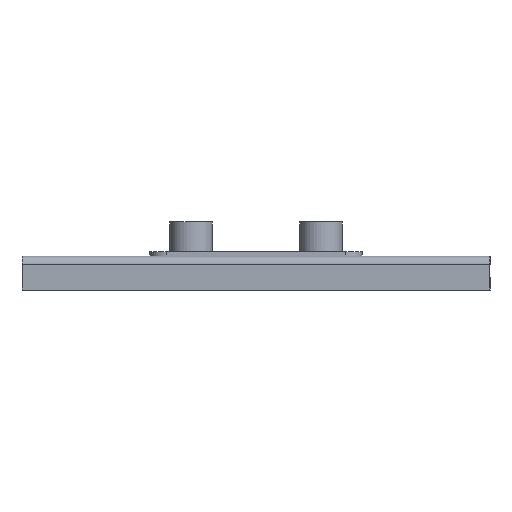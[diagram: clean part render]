
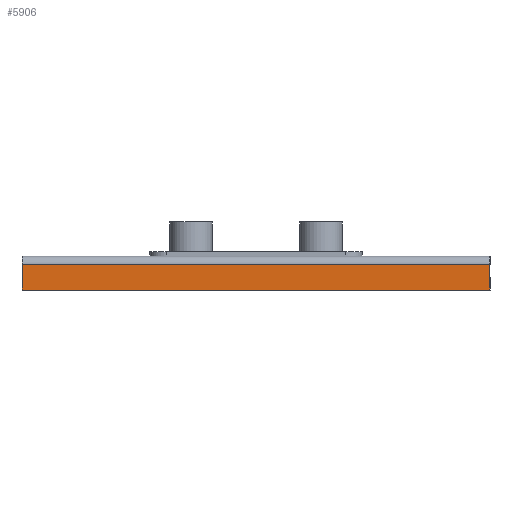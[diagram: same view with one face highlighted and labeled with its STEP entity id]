
A CAD part, left-side view. The second image highlights one B-rep face of the part: STEP entity #5906.
In plain terms, the highlighted planar face has unit normal (-1, 0, 0).
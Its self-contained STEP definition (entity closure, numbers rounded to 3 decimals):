
#856=FACE_OUTER_BOUND('',#1216,.T.);
#1216=EDGE_LOOP('',(#5380,#5381,#5382,#5383));
#1296=LINE('',#7401,#1830);
#1747=LINE('',#11155,#2281);
#1748=LINE('',#11159,#2282);
#1749=LINE('',#11160,#2283);
#1830=VECTOR('',#6321,10.);
#2281=VECTOR('',#7210,10.);
#2282=VECTOR('',#7215,10.);
#2283=VECTOR('',#7216,10.);
#2352=VERTEX_POINT('',#7398);
#2353=VERTEX_POINT('',#7400);
#2857=VERTEX_POINT('',#11153);
#2858=VERTEX_POINT('',#11158);
#2943=EDGE_CURVE('',#2353,#2352,#1296,.T.);
#3711=EDGE_CURVE('',#2857,#2352,#1747,.T.);
#3712=EDGE_CURVE('',#2858,#2857,#1748,.T.);
#3713=EDGE_CURVE('',#2858,#2353,#1749,.T.);
#5380=ORIENTED_EDGE('',*,*,#3711,.F.);
#5381=ORIENTED_EDGE('',*,*,#3712,.F.);
#5382=ORIENTED_EDGE('',*,*,#3713,.T.);
#5383=ORIENTED_EDGE('',*,*,#2943,.T.);
#5588=PLANE('',#6175);
#5906=ADVANCED_FACE('',(#856),#5588,.T.);
#6175=AXIS2_PLACEMENT_3D('',#11157,#7213,#7214);
#6321=DIRECTION('',(0.,0.,1.));
#7210=DIRECTION('',(0.,-1.,0.));
#7213=DIRECTION('center_axis',(-1.,0.,0.));
#7214=DIRECTION('ref_axis',(0.,-1.,0.));
#7215=DIRECTION('',(0.,0.,1.));
#7216=DIRECTION('',(0.,-1.,0.));
#7398=CARTESIAN_POINT('',(-75.,-55.,6.));
#7400=CARTESIAN_POINT('',(-75.,-55.,0.));
#7401=CARTESIAN_POINT('',(-75.,-55.,0.));
#11153=CARTESIAN_POINT('',(-75.,55.,6.));
#11155=CARTESIAN_POINT('',(-75.,27.5,6.));
#11157=CARTESIAN_POINT('Origin',(-75.,55.,0.));
#11158=CARTESIAN_POINT('',(-75.,55.,0.));
#11159=CARTESIAN_POINT('',(-75.,55.,0.));
#11160=CARTESIAN_POINT('',(-75.,55.,0.));
